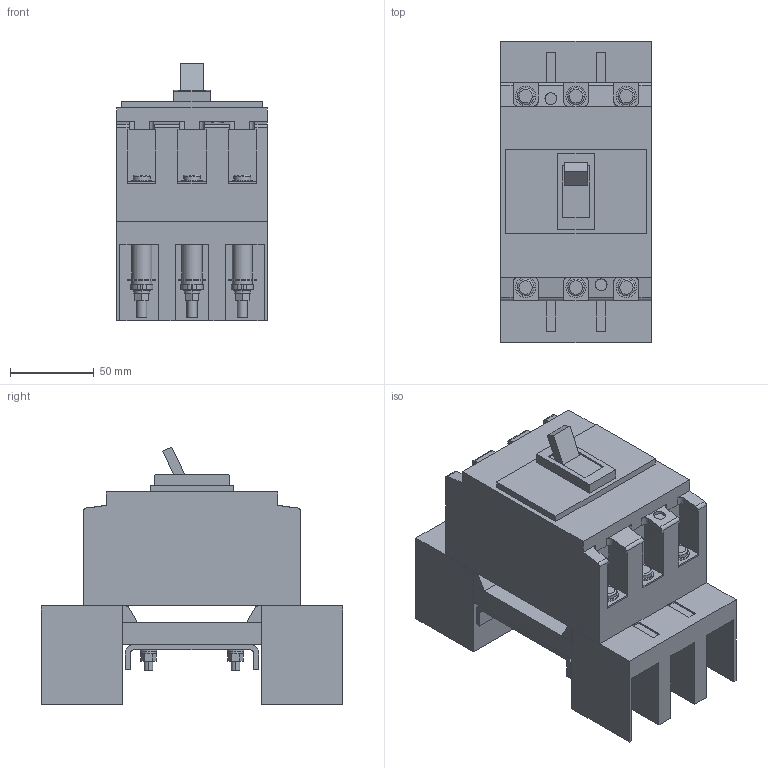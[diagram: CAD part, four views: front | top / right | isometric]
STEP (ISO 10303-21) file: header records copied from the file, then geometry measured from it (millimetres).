
FILE_DESCRIPTION (( 'STEP AP214' ), '1' );
FILE_NAME ('PS125NF3MC.STEP', '2023-03-07T01:25:51', ( 'CAD' ), ( '' ), 'SwSTEP 2.0', 'SolidWorks 2015', '' );
FILE_SCHEMA (( 'AUTOMOTIVE_DESIGN' ));
Length unit declared in the file: millimetre
Products named in the file (1): PS125NF3MC
Bounding box: 90 x 180 x 153.74 mm (x, y, z)
Volume: 1146772 mm3; surface area: 220646 mm2
Topology: 77 solids, 77 shells, 832 faces, 1930 edges, 1284 vertices
Faces by surface type: plane 429, cylinder 383, torus 12, sphere 8
Entity records: 30377 total; most frequent: DIRECTION 4372, CARTESIAN_POINT 4095, ORIENTED_EDGE 3860, EDGE_CURVE 1930, AXIS2_PLACEMENT_3D 1625, VERTEX_POINT 1284, VECTOR 1122, LINE 1122
